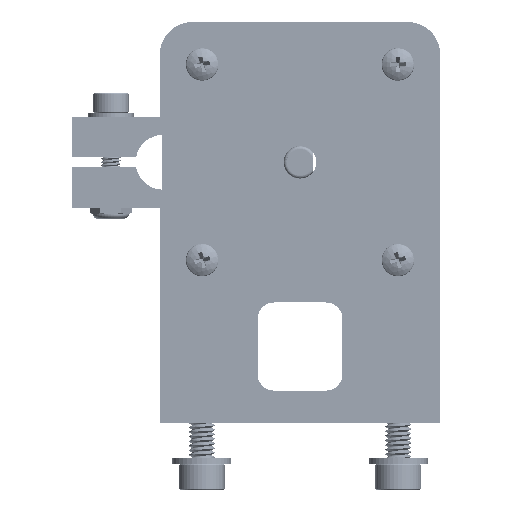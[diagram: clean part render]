
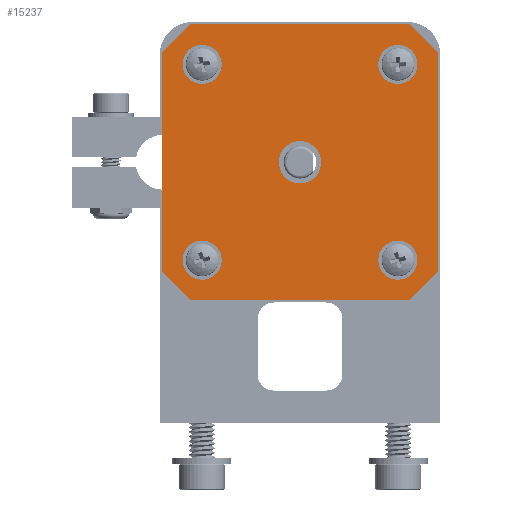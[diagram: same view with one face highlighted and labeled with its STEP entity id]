
A CAD part, front view. The second image highlights one B-rep face of the part: STEP entity #15237.
In plain terms, the highlighted planar face has unit normal (0, -1, 0).
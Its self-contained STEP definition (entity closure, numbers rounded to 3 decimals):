
#1191=FACE_BOUND('',#2679,.T.);
#1192=FACE_BOUND('',#2680,.T.);
#1193=FACE_BOUND('',#2681,.T.);
#1194=FACE_BOUND('',#2682,.T.);
#1195=FACE_BOUND('',#2683,.T.);
#1415=PLANE('',#16421);
#1813=FACE_OUTER_BOUND('',#2678,.T.);
#2678=EDGE_LOOP('',(#11133,#11134,#11135,#11136,#11137,#11138,#11139,#11140));
#2679=EDGE_LOOP('',(#11141,#11142));
#2680=EDGE_LOOP('',(#11143,#11144));
#2681=EDGE_LOOP('',(#11145,#11146));
#2682=EDGE_LOOP('',(#11147,#11148));
#2683=EDGE_LOOP('',(#11149,#11150));
#3788=LINE('',#22666,#4932);
#3792=LINE('',#22674,#4936);
#3799=LINE('',#22687,#4943);
#3801=LINE('',#22691,#4945);
#3804=LINE('',#22696,#4948);
#3806=LINE('',#22700,#4950);
#3810=LINE('',#22708,#4954);
#3813=LINE('',#22712,#4957);
#4932=VECTOR('',#18550,1000.);
#4936=VECTOR('',#18556,1000.);
#4943=VECTOR('',#18565,1000.);
#4945=VECTOR('',#18569,1000.);
#4948=VECTOR('',#18574,1000.);
#4950=VECTOR('',#18578,1000.);
#4954=VECTOR('',#18584,1000.);
#4957=VECTOR('',#18589,1000.);
#5833=CIRCLE('',#16360,3.);
#5834=CIRCLE('',#16361,3.);
#5841=CIRCLE('',#16370,3.);
#5842=CIRCLE('',#16371,3.);
#5849=CIRCLE('',#16380,3.);
#5850=CIRCLE('',#16381,3.);
#5857=CIRCLE('',#16390,3.);
#5858=CIRCLE('',#16391,3.);
#5869=CIRCLE('',#16405,3.25);
#5870=CIRCLE('',#16406,3.25);
#6591=VERTEX_POINT('',#22518);
#6592=VERTEX_POINT('',#22520);
#6599=VERTEX_POINT('',#22538);
#6600=VERTEX_POINT('',#22540);
#6607=VERTEX_POINT('',#22558);
#6608=VERTEX_POINT('',#22560);
#6615=VERTEX_POINT('',#22578);
#6616=VERTEX_POINT('',#22580);
#6627=VERTEX_POINT('',#22608);
#6628=VERTEX_POINT('',#22610);
#6650=VERTEX_POINT('',#22663);
#6651=VERTEX_POINT('',#22665);
#6654=VERTEX_POINT('',#22673);
#6659=VERTEX_POINT('',#22686);
#6660=VERTEX_POINT('',#22690);
#6661=VERTEX_POINT('',#22695);
#6662=VERTEX_POINT('',#22699);
#6665=VERTEX_POINT('',#22707);
#8263=EDGE_CURVE('',#6591,#6592,#5833,.T.);
#8264=EDGE_CURVE('',#6592,#6591,#5834,.T.);
#8273=EDGE_CURVE('',#6599,#6600,#5841,.T.);
#8274=EDGE_CURVE('',#6600,#6599,#5842,.T.);
#8283=EDGE_CURVE('',#6607,#6608,#5849,.T.);
#8284=EDGE_CURVE('',#6608,#6607,#5850,.T.);
#8293=EDGE_CURVE('',#6615,#6616,#5857,.T.);
#8294=EDGE_CURVE('',#6616,#6615,#5858,.T.);
#8308=EDGE_CURVE('',#6627,#6628,#5869,.T.);
#8309=EDGE_CURVE('',#6628,#6627,#5870,.T.);
#8334=EDGE_CURVE('',#6650,#6651,#3788,.T.);
#8338=EDGE_CURVE('',#6651,#6654,#3792,.T.);
#8345=EDGE_CURVE('',#6654,#6659,#3799,.T.);
#8347=EDGE_CURVE('',#6659,#6660,#3801,.T.);
#8350=EDGE_CURVE('',#6660,#6661,#3804,.T.);
#8352=EDGE_CURVE('',#6661,#6662,#3806,.T.);
#8356=EDGE_CURVE('',#6662,#6665,#3810,.T.);
#8359=EDGE_CURVE('',#6665,#6650,#3813,.T.);
#11133=ORIENTED_EDGE('',*,*,#8334,.F.);
#11134=ORIENTED_EDGE('',*,*,#8359,.F.);
#11135=ORIENTED_EDGE('',*,*,#8356,.F.);
#11136=ORIENTED_EDGE('',*,*,#8352,.F.);
#11137=ORIENTED_EDGE('',*,*,#8350,.F.);
#11138=ORIENTED_EDGE('',*,*,#8347,.F.);
#11139=ORIENTED_EDGE('',*,*,#8345,.F.);
#11140=ORIENTED_EDGE('',*,*,#8338,.F.);
#11141=ORIENTED_EDGE('',*,*,#8264,.F.);
#11142=ORIENTED_EDGE('',*,*,#8263,.F.);
#11143=ORIENTED_EDGE('',*,*,#8274,.F.);
#11144=ORIENTED_EDGE('',*,*,#8273,.F.);
#11145=ORIENTED_EDGE('',*,*,#8284,.F.);
#11146=ORIENTED_EDGE('',*,*,#8283,.F.);
#11147=ORIENTED_EDGE('',*,*,#8294,.F.);
#11148=ORIENTED_EDGE('',*,*,#8293,.F.);
#11149=ORIENTED_EDGE('',*,*,#8309,.F.);
#11150=ORIENTED_EDGE('',*,*,#8308,.F.);
#15237=ADVANCED_FACE('',(#1813,#1191,#1192,#1193,#1194,#1195),#1415,.T.);
#16360=AXIS2_PLACEMENT_3D('',#22521,#18411,#18412);
#16361=AXIS2_PLACEMENT_3D('',#22522,#18413,#18414);
#16370=AXIS2_PLACEMENT_3D('',#22541,#18433,#18434);
#16371=AXIS2_PLACEMENT_3D('',#22542,#18435,#18436);
#16380=AXIS2_PLACEMENT_3D('',#22561,#18455,#18456);
#16381=AXIS2_PLACEMENT_3D('',#22562,#18457,#18458);
#16390=AXIS2_PLACEMENT_3D('',#22581,#18477,#18478);
#16391=AXIS2_PLACEMENT_3D('',#22582,#18479,#18480);
#16405=AXIS2_PLACEMENT_3D('',#22611,#18510,#18511);
#16406=AXIS2_PLACEMENT_3D('',#22612,#18512,#18513);
#16421=AXIS2_PLACEMENT_3D('',#22717,#18594,#18595);
#18411=DIRECTION('center_axis',(0.,-1.,0.));
#18412=DIRECTION('ref_axis',(0.,0.,-1.));
#18413=DIRECTION('center_axis',(0.,-1.,0.));
#18414=DIRECTION('ref_axis',(0.,0.,-1.));
#18433=DIRECTION('center_axis',(0.,-1.,0.));
#18434=DIRECTION('ref_axis',(0.,0.,-1.));
#18435=DIRECTION('center_axis',(0.,-1.,0.));
#18436=DIRECTION('ref_axis',(0.,0.,-1.));
#18455=DIRECTION('center_axis',(0.,-1.,0.));
#18456=DIRECTION('ref_axis',(0.,0.,-1.));
#18457=DIRECTION('center_axis',(0.,-1.,0.));
#18458=DIRECTION('ref_axis',(0.,0.,-1.));
#18477=DIRECTION('center_axis',(0.,-1.,0.));
#18478=DIRECTION('ref_axis',(0.,0.,-1.));
#18479=DIRECTION('center_axis',(0.,-1.,0.));
#18480=DIRECTION('ref_axis',(0.,0.,-1.));
#18510=DIRECTION('center_axis',(0.,-1.,0.));
#18511=DIRECTION('ref_axis',(0.,0.,-1.));
#18512=DIRECTION('center_axis',(0.,-1.,0.));
#18513=DIRECTION('ref_axis',(0.,0.,-1.));
#18550=DIRECTION('',(0.,0.,1.));
#18556=DIRECTION('',(0.707,0.,0.707));
#18565=DIRECTION('',(1.,0.,0.));
#18569=DIRECTION('',(0.707,0.,-0.707));
#18574=DIRECTION('',(0.,0.,-1.));
#18578=DIRECTION('',(-0.707,0.,-0.707));
#18584=DIRECTION('',(-1.,0.,0.));
#18589=DIRECTION('',(-0.707,0.,0.707));
#18594=DIRECTION('center_axis',(0.,-1.,0.));
#18595=DIRECTION('ref_axis',(0.,0.,-1.));
#22518=CARTESIAN_POINT('',(-15.,0.,18.));
#22520=CARTESIAN_POINT('',(-15.,0.,12.));
#22521=CARTESIAN_POINT('Origin',(-15.,0.,15.));
#22522=CARTESIAN_POINT('Origin',(-15.,0.,15.));
#22538=CARTESIAN_POINT('',(15.,0.,18.));
#22540=CARTESIAN_POINT('',(15.,0.,12.));
#22541=CARTESIAN_POINT('Origin',(15.,0.,15.));
#22542=CARTESIAN_POINT('Origin',(15.,0.,15.));
#22558=CARTESIAN_POINT('',(15.,0.,-12.));
#22560=CARTESIAN_POINT('',(15.,0.,-18.));
#22561=CARTESIAN_POINT('Origin',(15.,0.,-15.));
#22562=CARTESIAN_POINT('Origin',(15.,0.,-15.));
#22578=CARTESIAN_POINT('',(-15.,0.,-12.));
#22580=CARTESIAN_POINT('',(-15.,0.,-18.));
#22581=CARTESIAN_POINT('Origin',(-15.,0.,-15.));
#22582=CARTESIAN_POINT('Origin',(-15.,0.,-15.));
#22608=CARTESIAN_POINT('',(0.,0.,3.25));
#22610=CARTESIAN_POINT('',(0.,0.,-3.25));
#22611=CARTESIAN_POINT('Origin',(0.,0.,0.));
#22612=CARTESIAN_POINT('Origin',(0.,0.,0.));
#22663=CARTESIAN_POINT('',(-21.15,0.,-16.751));
#22665=CARTESIAN_POINT('',(-21.15,0.,16.751));
#22666=CARTESIAN_POINT('',(-21.15,0.,16.751));
#22673=CARTESIAN_POINT('',(-16.751,0.,21.15));
#22674=CARTESIAN_POINT('',(-21.15,0.,16.751));
#22686=CARTESIAN_POINT('',(16.751,0.,21.15));
#22687=CARTESIAN_POINT('',(-16.751,0.,21.15));
#22690=CARTESIAN_POINT('',(21.15,0.,16.751));
#22691=CARTESIAN_POINT('',(16.751,0.,21.15));
#22695=CARTESIAN_POINT('',(21.15,0.,-16.751));
#22696=CARTESIAN_POINT('',(21.15,0.,16.751));
#22699=CARTESIAN_POINT('',(16.751,0.,-21.15));
#22700=CARTESIAN_POINT('',(16.751,0.,-21.15));
#22707=CARTESIAN_POINT('',(-16.751,0.,-21.15));
#22708=CARTESIAN_POINT('',(-16.751,0.,-21.15));
#22712=CARTESIAN_POINT('',(-21.15,0.,-16.751));
#22717=CARTESIAN_POINT('Origin',(0.,0.,0.));
